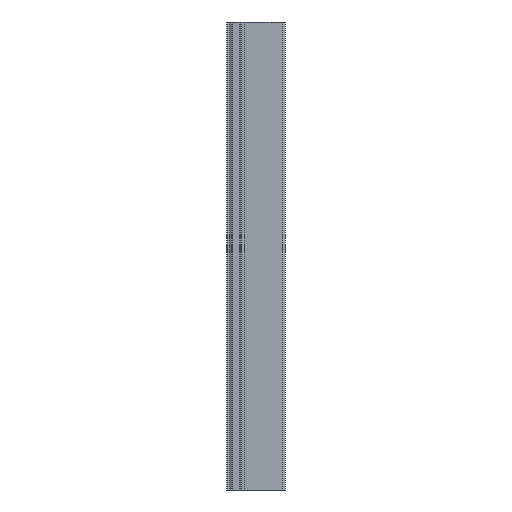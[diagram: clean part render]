
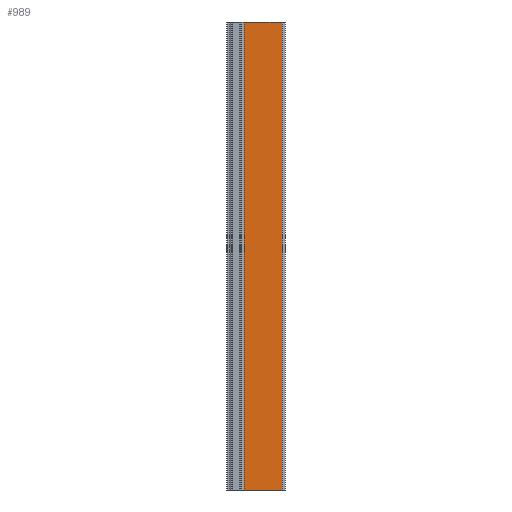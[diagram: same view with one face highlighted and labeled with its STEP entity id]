
A CAD part, front view. The second image highlights one B-rep face of the part: STEP entity #989.
In plain terms, the highlighted planar face has unit normal (0, -1, 0).
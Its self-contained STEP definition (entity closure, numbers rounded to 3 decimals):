
#333=DIRECTION('',(0.,0.,-1.));
#334=VECTOR('',#333,500.);
#335=CARTESIAN_POINT('',(59.2,-1.5,500.));
#336=LINE('',#335,#334);
#337=DIRECTION('',(-1.,0.,0.));
#338=VECTOR('',#337,40.493);
#339=CARTESIAN_POINT('',(59.2,-1.5,0.));
#340=LINE('',#339,#338);
#341=DIRECTION('',(0.,0.,1.));
#342=VECTOR('',#341,500.);
#343=CARTESIAN_POINT('',(18.707,-1.5,0.));
#344=LINE('',#343,#342);
#345=DIRECTION('',(1.,0.,0.));
#346=VECTOR('',#345,40.493);
#347=CARTESIAN_POINT('',(18.707,-1.5,500.));
#348=LINE('',#347,#346);
#523=CARTESIAN_POINT('',(18.707,-1.5,0.));
#524=CARTESIAN_POINT('',(18.707,-1.5,500.));
#525=VERTEX_POINT('',#523);
#526=VERTEX_POINT('',#524);
#596=CARTESIAN_POINT('',(59.2,-1.5,0.));
#598=VERTEX_POINT('',#596);
#599=CARTESIAN_POINT('',(59.2,-1.5,500.));
#600=VERTEX_POINT('',#599);
#977=CARTESIAN_POINT('',(0.,-1.5,0.));
#978=DIRECTION('',(0.,-1.,0.));
#979=DIRECTION('',(1.,0.,0.));
#980=AXIS2_PLACEMENT_3D('',#977,#978,#979);
#981=PLANE('',#980);
#982=ORIENTED_EDGE('',*,*,#942,.T.);
#983=ORIENTED_EDGE('',*,*,#686,.T.);
#985=ORIENTED_EDGE('',*,*,#984,.T.);
#986=ORIENTED_EDGE('',*,*,#770,.T.);
#987=EDGE_LOOP('',(#982,#983,#985,#986));
#988=FACE_OUTER_BOUND('',#987,.F.);
#989=ADVANCED_FACE('',(#988),#981,.T.);
#686=EDGE_CURVE('',#598,#525,#340,.T.);
#770=EDGE_CURVE('',#526,#600,#348,.T.);
#942=EDGE_CURVE('',#600,#598,#336,.T.);
#984=EDGE_CURVE('',#525,#526,#344,.T.);
